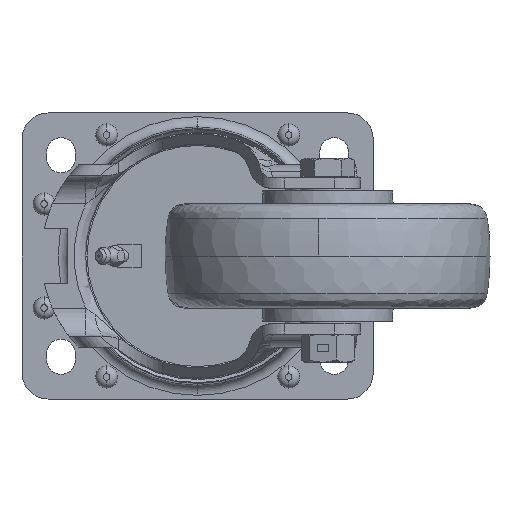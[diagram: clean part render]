
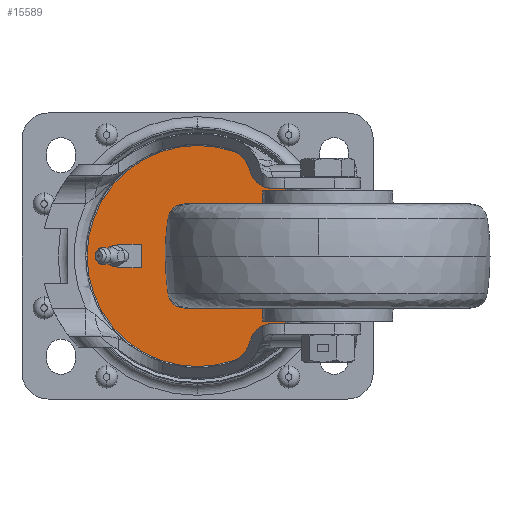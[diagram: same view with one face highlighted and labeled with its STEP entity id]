
A CAD part, front view. The second image highlights one B-rep face of the part: STEP entity #15589.
In plain terms, the highlighted planar face has unit normal (0, -1, 0).
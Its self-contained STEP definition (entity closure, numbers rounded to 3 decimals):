
#207 = PLANE ( 'NONE',  #15194 ) ;
#1472 = DIRECTION ( 'NONE',  ( 1., 0., 0. ) ) ;
#1514 = CIRCLE ( 'NONE', #5246, 42.5 ) ;
#2041 = VERTEX_POINT ( 'NONE', #7447 ) ;
#2146 = EDGE_CURVE ( 'NONE', #2041, #12372, #1514, .T. ) ;
#3639 = CARTESIAN_POINT ( 'NONE',  ( 0., -30., 0. ) ) ;
#4430 = DIRECTION ( 'NONE',  ( 0., -1., 0. ) ) ;
#5246 = AXIS2_PLACEMENT_3D ( 'NONE', #3639, #12502, #1472 ) ;
#6902 = CARTESIAN_POINT ( 'NONE',  ( 0., -30., 0. ) ) ;
#7131 = EDGE_CURVE ( 'NONE', #12372, #2041, #15768, .T. ) ;
#7447 = CARTESIAN_POINT ( 'NONE',  ( -42.5, -30., 0. ) ) ;
#7609 = DIRECTION ( 'NONE',  ( 0., -1., 0. ) ) ;
#7847 = EDGE_LOOP ( 'NONE', ( #15858, #16159 ) ) ;
#10349 = CARTESIAN_POINT ( 'NONE',  ( 42.5, -30., 0. ) ) ;
#12372 = VERTEX_POINT ( 'NONE', #10349 ) ;
#12502 = DIRECTION ( 'NONE',  ( 0., -1., 0. ) ) ;
#13681 = DIRECTION ( 'NONE',  ( 1., 0., 0. ) ) ;
#14114 = DIRECTION ( 'NONE',  ( 1., 0., 0. ) ) ;
#15194 = AXIS2_PLACEMENT_3D ( 'NONE', #6902, #4430, #13681 ) ;
#15589 = ADVANCED_FACE ( 'NONE', ( #18228 ), #207, .T. ) ;
#15768 = CIRCLE ( 'NONE', #18105, 42.5 ) ;
#15858 = ORIENTED_EDGE ( 'NONE', *, *, #7131, .T. ) ;
#16159 = ORIENTED_EDGE ( 'NONE', *, *, #2146, .T. ) ;
#18105 = AXIS2_PLACEMENT_3D ( 'NONE', #18367, #7609, #14114 ) ;
#18228 = FACE_OUTER_BOUND ( 'NONE', #7847, .T. ) ;
#18367 = CARTESIAN_POINT ( 'NONE',  ( 0., -30., 0. ) ) ;
